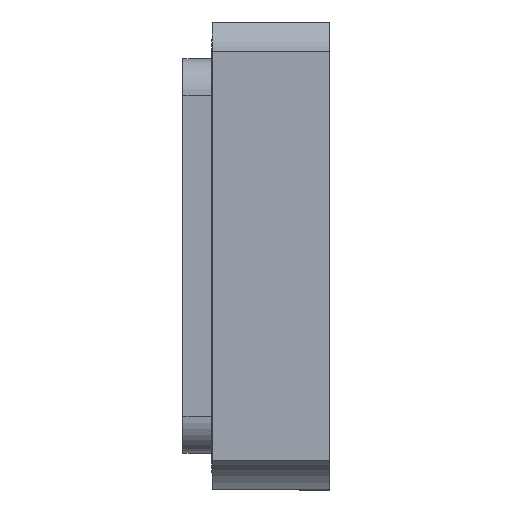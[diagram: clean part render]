
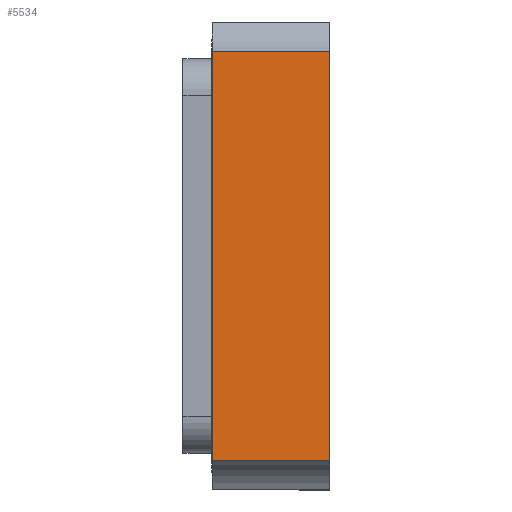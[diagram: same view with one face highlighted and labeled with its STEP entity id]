
A CAD part, left-side view. The second image highlights one B-rep face of the part: STEP entity #5534.
In plain terms, the highlighted planar face has unit normal (-1, 0, 0).
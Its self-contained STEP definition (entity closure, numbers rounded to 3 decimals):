
#43 = VECTOR ( 'NONE', #6522, 1000. ) ;
#60 = DIRECTION ( 'NONE',  ( 0., 0., 1. ) ) ;
#153 = LINE ( 'NONE', #228, #6302 ) ;
#228 = CARTESIAN_POINT ( 'NONE',  ( -1., 0.5, -0.7 ) ) ;
#318 = CARTESIAN_POINT ( 'NONE',  ( -1., 0.4, -0.882 ) ) ;
#382 = DIRECTION ( 'NONE',  ( 0., 1., 0. ) ) ;
#492 = ORIENTED_EDGE ( 'NONE', *, *, #4686, .T. ) ;
#532 = CARTESIAN_POINT ( 'NONE',  ( -1., 0.5, 0.7 ) ) ;
#796 = DIRECTION ( 'NONE',  ( 0., -1., 0. ) ) ;
#978 = VERTEX_POINT ( 'NONE', #4466 ) ;
#1017 = CARTESIAN_POINT ( 'NONE',  ( -1., 0., -0.646 ) ) ;
#1208 = VECTOR ( 'NONE', #60, 1000. ) ;
#1221 = VERTEX_POINT ( 'NONE', #5810 ) ;
#1233 = VERTEX_POINT ( 'NONE', #3225 ) ;
#1306 = LINE ( 'NONE', #1017, #4294 ) ;
#1374 = LINE ( 'NONE', #5369, #1208 ) ;
#1567 = VECTOR ( 'NONE', #5655, 1000. ) ;
#1760 = ORIENTED_EDGE ( 'NONE', *, *, #7193, .F. ) ;
#1895 = CARTESIAN_POINT ( 'NONE',  ( -1., 0., 0.646 ) ) ;
#2040 = CARTESIAN_POINT ( 'NONE',  ( -1., 0.5, -0.7 ) ) ;
#2055 = VERTEX_POINT ( 'NONE', #5171 ) ;
#2397 = DIRECTION ( 'NONE',  ( 0., 0., 1. ) ) ;
#2436 = EDGE_CURVE ( 'NONE', #5779, #4774, #153, .T. ) ;
#2532 = DIRECTION ( 'NONE',  ( 0., 1., 0. ) ) ;
#2653 = DIRECTION ( 'NONE',  ( 0., 0., -1. ) ) ;
#2686 = LINE ( 'NONE', #1895, #7259 ) ;
#2736 = EDGE_CURVE ( 'NONE', #2055, #978, #4613, .T. ) ;
#3067 = ORIENTED_EDGE ( 'NONE', *, *, #5977, .F. ) ;
#3225 = CARTESIAN_POINT ( 'NONE',  ( -1., 0., -0.646 ) ) ;
#3232 = CARTESIAN_POINT ( 'NONE',  ( -1., 0., 0.646 ) ) ;
#3471 = VECTOR ( 'NONE', #6834, 1000. ) ;
#3615 = CARTESIAN_POINT ( 'NONE',  ( -1., 0., 0. ) ) ;
#3828 = ORIENTED_EDGE ( 'NONE', *, *, #2736, .F. ) ;
#3930 = CARTESIAN_POINT ( 'NONE',  ( -1., 0., -0.646 ) ) ;
#4108 = FACE_OUTER_BOUND ( 'NONE', #4487, .T. ) ;
#4294 = VECTOR ( 'NONE', #382, 1000. ) ;
#4466 = CARTESIAN_POINT ( 'NONE',  ( -1., 0., 0.7 ) ) ;
#4487 = EDGE_LOOP ( 'NONE', ( #3828, #1760, #6836, #492, #7507, #6457, #3067, #7523 ) ) ;
#4522 = LINE ( 'NONE', #5039, #3471 ) ;
#4613 = LINE ( 'NONE', #532, #43 ) ;
#4686 = EDGE_CURVE ( 'NONE', #4774, #4945, #5076, .T. ) ;
#4774 = VERTEX_POINT ( 'NONE', #6686 ) ;
#4888 = VECTOR ( 'NONE', #2397, 1000. ) ;
#4892 = EDGE_CURVE ( 'NONE', #1233, #1221, #4522, .T. ) ;
#4929 = EDGE_CURVE ( 'NONE', #4945, #1233, #1306, .T. ) ;
#4945 = VERTEX_POINT ( 'NONE', #3930 ) ;
#5039 = CARTESIAN_POINT ( 'NONE',  ( -1., 0., -0.7 ) ) ;
#5076 = LINE ( 'NONE', #3615, #4888 ) ;
#5171 = CARTESIAN_POINT ( 'NONE',  ( -1., 0.4, 0.7 ) ) ;
#5277 = AXIS2_PLACEMENT_3D ( 'NONE', #2040, #6220, #2653 ) ;
#5369 = CARTESIAN_POINT ( 'NONE',  ( -1., 0., 0. ) ) ;
#5534 = ADVANCED_FACE ( 'NONE', ( #4108 ), #7406, .F. ) ;
#5569 = VERTEX_POINT ( 'NONE', #3232 ) ;
#5655 = DIRECTION ( 'NONE',  ( 0., 0., 1. ) ) ;
#5779 = VERTEX_POINT ( 'NONE', #5981 ) ;
#5810 = CARTESIAN_POINT ( 'NONE',  ( -1., 0., 0.646 ) ) ;
#5827 = EDGE_CURVE ( 'NONE', #5569, #978, #1374, .T. ) ;
#5977 = EDGE_CURVE ( 'NONE', #5569, #1221, #2686, .T. ) ;
#5981 = CARTESIAN_POINT ( 'NONE',  ( -1., 0.4, -0.7 ) ) ;
#6126 = LINE ( 'NONE', #318, #1567 ) ;
#6220 = DIRECTION ( 'NONE',  ( 1., 0., 0. ) ) ;
#6302 = VECTOR ( 'NONE', #796, 1000. ) ;
#6457 = ORIENTED_EDGE ( 'NONE', *, *, #4892, .T. ) ;
#6522 = DIRECTION ( 'NONE',  ( 0., -1., 0. ) ) ;
#6686 = CARTESIAN_POINT ( 'NONE',  ( -1., 0., -0.7 ) ) ;
#6834 = DIRECTION ( 'NONE',  ( 0., 0., 1. ) ) ;
#6836 = ORIENTED_EDGE ( 'NONE', *, *, #2436, .T. ) ;
#7193 = EDGE_CURVE ( 'NONE', #5779, #2055, #6126, .T. ) ;
#7259 = VECTOR ( 'NONE', #2532, 1000. ) ;
#7406 = PLANE ( 'NONE',  #5277 ) ;
#7507 = ORIENTED_EDGE ( 'NONE', *, *, #4929, .T. ) ;
#7523 = ORIENTED_EDGE ( 'NONE', *, *, #5827, .T. ) ;
